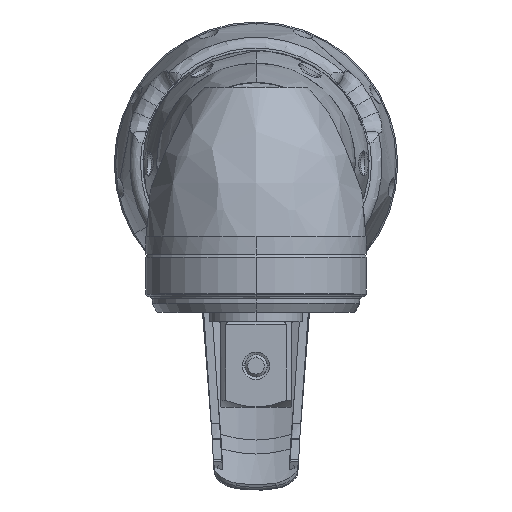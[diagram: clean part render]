
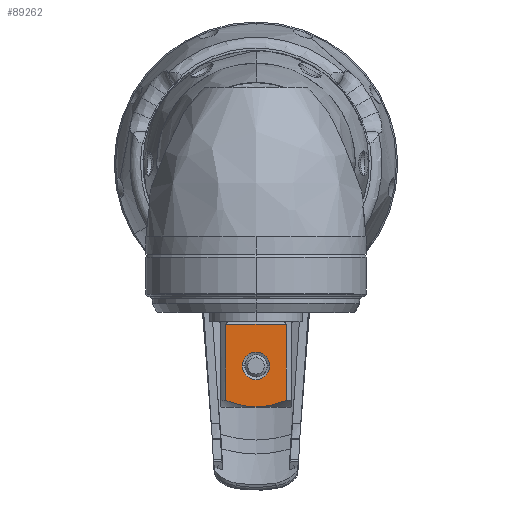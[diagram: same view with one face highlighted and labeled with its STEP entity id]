
A CAD part, top view. The second image highlights one B-rep face of the part: STEP entity #89262.
In plain terms, the highlighted planar face has unit normal (0, 0, 1).
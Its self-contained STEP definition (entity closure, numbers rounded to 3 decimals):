
#88671=CARTESIAN_POINT('',(0.,-37.,372.775));
#88672=DIRECTION('',(0.,0.,1.));
#88673=DIRECTION('',(-1.,0.,0.));
#88674=AXIS2_PLACEMENT_3D('',#88671,#88672,#88673);
#88676=CARTESIAN_POINT('',(0.,-37.,372.775));
#88677=DIRECTION('',(0.,0.,1.));
#88678=DIRECTION('',(1.,0.,0.));
#88679=AXIS2_PLACEMENT_3D('',#88676,#88677,#88678);
#88681=DIRECTION('',(0.,1.,0.));
#88682=VECTOR('',#88681,13.759);
#88683=CARTESIAN_POINT('',(5.47,-43.259,372.775));
#88684=LINE('',#88683,#88682);
#88685=CARTESIAN_POINT('',(5.47,-43.259,372.775));
#88686=CARTESIAN_POINT('',(5.117,-43.391,372.775));
#88687=CARTESIAN_POINT('',(4.436,-43.632,372.775));
#88688=CARTESIAN_POINT('',(3.503,-43.917,372.775));
#88689=CARTESIAN_POINT('',(2.616,-44.139,372.775));
#88690=CARTESIAN_POINT('',(1.745,-44.303,372.775));
#88691=CARTESIAN_POINT('',(0.875,-44.405,372.775));
#88692=CARTESIAN_POINT('',(0.292,-44.428,372.775));
#88693=CARTESIAN_POINT('',(0.,-44.428,372.775));
#88695=CARTESIAN_POINT('',(0.,-44.428,372.775));
#88696=CARTESIAN_POINT('',(-0.292,-44.428,372.775));
#88697=CARTESIAN_POINT('',(-0.876,-44.404,372.775));
#88698=CARTESIAN_POINT('',(-1.747,-44.302,372.775));
#88699=CARTESIAN_POINT('',(-2.618,-44.139,372.775));
#88700=CARTESIAN_POINT('',(-3.506,-43.916,372.775));
#88701=CARTESIAN_POINT('',(-4.438,-43.632,372.775));
#88702=CARTESIAN_POINT('',(-5.118,-43.391,372.775));
#88703=CARTESIAN_POINT('',(-5.47,-43.259,372.775));
#88705=DIRECTION('',(0.,1.,0.));
#88706=VECTOR('',#88705,13.759);
#88707=CARTESIAN_POINT('',(-5.47,-43.259,372.775));
#88708=LINE('',#88707,#88706);
#88709=DIRECTION('',(1.,0.,0.));
#88710=VECTOR('',#88709,10.94);
#88711=CARTESIAN_POINT('',(-5.47,-29.5,372.775));
#88712=LINE('',#88711,#88710);
#88731=CARTESIAN_POINT('',(5.47,-43.259,372.775));
#88733=VERTEX_POINT('',#88731);
#88748=CARTESIAN_POINT('',(-5.47,-43.259,372.775));
#88750=VERTEX_POINT('',#88748);
#88752=VERTEX_POINT('',#88695);
#88765=CARTESIAN_POINT('',(-2.5,-37.,372.775));
#88766=CARTESIAN_POINT('',(2.5,-37.,372.775));
#88767=VERTEX_POINT('',#88765);
#88768=VERTEX_POINT('',#88766);
#88783=CARTESIAN_POINT('',(5.47,-29.5,372.775));
#88784=VERTEX_POINT('',#88783);
#88791=CARTESIAN_POINT('',(-5.47,-29.5,372.775));
#88792=VERTEX_POINT('',#88791);
#89243=CARTESIAN_POINT('',(-5.47,-44.5,372.775));
#89244=DIRECTION('',(0.,0.,-1.));
#89245=DIRECTION('',(1.,0.,0.));
#89246=AXIS2_PLACEMENT_3D('',#89243,#89244,#89245);
#89247=PLANE('',#89246);
#89248=ORIENTED_EDGE('',*,*,#88849,.F.);
#89249=ORIENTED_EDGE('',*,*,#89002,.T.);
#89250=ORIENTED_EDGE('',*,*,#89165,.T.);
#89251=ORIENTED_EDGE('',*,*,#89069,.T.);
#89253=ORIENTED_EDGE('',*,*,#89252,.T.);
#89254=EDGE_LOOP('',(#89248,#89249,#89250,#89251,#89253));
#89255=FACE_OUTER_BOUND('',#89254,.F.);
#89257=ORIENTED_EDGE('',*,*,#89256,.T.);
#89259=ORIENTED_EDGE('',*,*,#89258,.T.);
#89260=EDGE_LOOP('',(#89257,#89259));
#89261=FACE_BOUND('',#89260,.F.);
#89262=ADVANCED_FACE('',(#89255,#89261),#89247,.F.);
#88675=CIRCLE('',#88674,2.5);
#88680=CIRCLE('',#88679,2.5);
#88694=B_SPLINE_CURVE_WITH_KNOTS('',3,(#88685,#88686,#88687,#88688,#88689,
#88690,#88691,#88692,#88693),.UNSPECIFIED.,.F.,.F.,(4,1,1,1,1,1,4),(0.,
0.167,0.333,0.5,0.667,0.833,
1.),.UNSPECIFIED.);
#88704=B_SPLINE_CURVE_WITH_KNOTS('',3,(#88695,#88696,#88697,#88698,#88699,
#88700,#88701,#88702,#88703),.UNSPECIFIED.,.F.,.F.,(4,1,1,1,1,1,4),(0.,
0.167,0.333,0.5,0.667,0.833,
1.),.UNSPECIFIED.);
#88849=EDGE_CURVE('',#88733,#88784,#88684,.T.);
#89002=EDGE_CURVE('',#88733,#88752,#88694,.T.);
#89069=EDGE_CURVE('',#88750,#88792,#88708,.T.);
#89165=EDGE_CURVE('',#88752,#88750,#88704,.T.);
#89252=EDGE_CURVE('',#88792,#88784,#88712,.T.);
#89256=EDGE_CURVE('',#88767,#88768,#88675,.T.);
#89258=EDGE_CURVE('',#88768,#88767,#88680,.T.);
